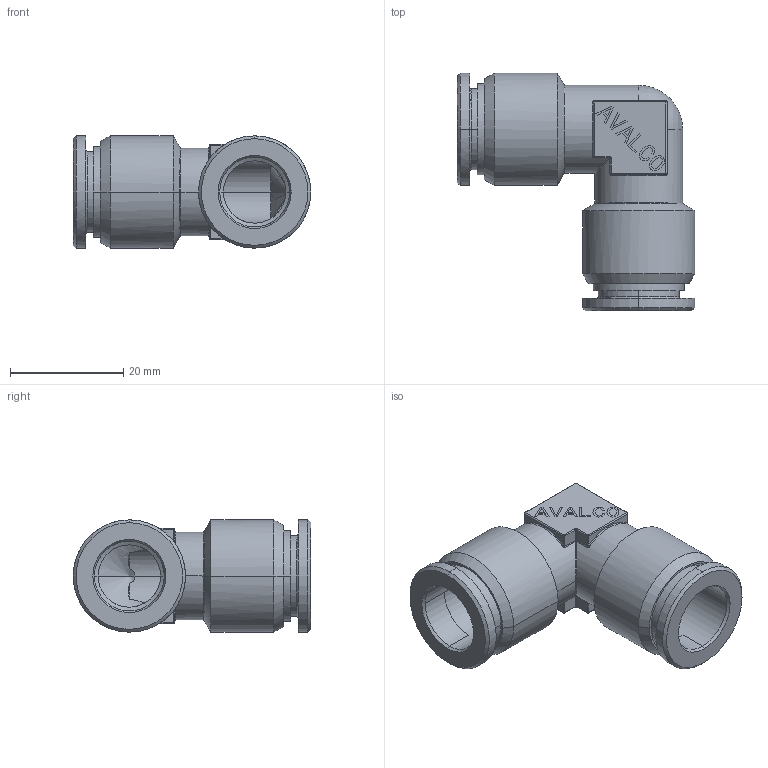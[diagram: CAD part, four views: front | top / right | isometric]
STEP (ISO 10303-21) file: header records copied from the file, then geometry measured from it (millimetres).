
FILE_DESCRIPTION(('CATIA V5 STEP Exchange'),'2;1');
FILE_NAME('PR550B-12.stp','2018-04-14T15:16:35+00:00',('none'),('none'),'CATIA Version 5 Release 21 GA (IN-10)','CATIA V5 STEP AP203','none');
FILE_SCHEMA(('CONFIG_CONTROL_DESIGN'));
Length unit declared in the file: millimetre
Products named in the file (1): PR550B-12
Bounding box: 41.9 x 41.9 x 19.8 mm (x, y, z)
Volume: 8766.7 mm3; surface area: 7444.1 mm2
Topology: 1 solids, 1 shells, 404 faces, 1016 edges, 638 vertices
Faces by surface type: plane 250, cylinder 68, cone 32, torus 26, sphere 16, bspline 12
Entity records: 12970 total; most frequent: CARTESIAN_POINT 3752, ORIENTED_EDGE 2024, DIRECTION 1610, EDGE_CURVE 1012, VECTOR 751, LINE 751, VERTEX_POINT 638, AXIS2_PLACEMENT_3D 510
